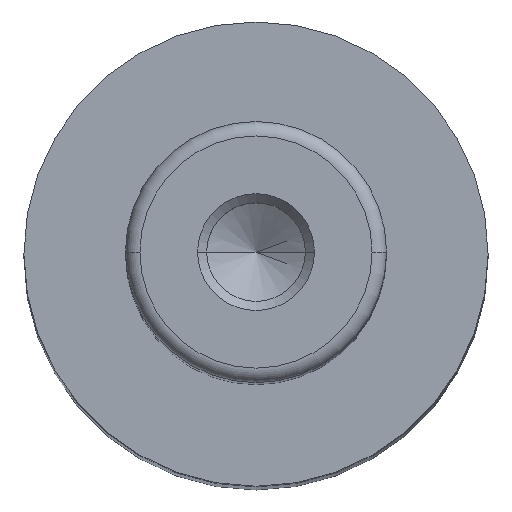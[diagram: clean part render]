
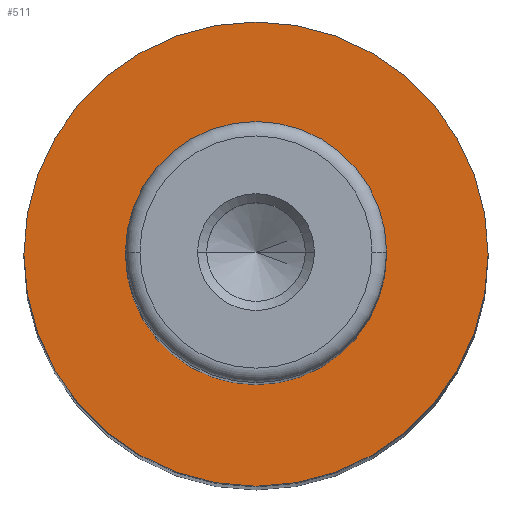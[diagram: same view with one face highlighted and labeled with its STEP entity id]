
A CAD part, top view. The second image highlights one B-rep face of the part: STEP entity #511.
In plain terms, the highlighted planar face has unit normal (0, 0, 1).
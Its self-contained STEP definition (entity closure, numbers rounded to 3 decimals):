
#43 = FACE_OUTER_BOUND ( 'NONE', #1169, .T. ) ;
#53 = AXIS2_PLACEMENT_3D ( 'NONE', #217, #592, #492 ) ;
#116 = AXIS2_PLACEMENT_3D ( 'NONE', #1157, #699, #675 ) ;
#120 = ORIENTED_EDGE ( 'NONE', *, *, #1195, .T. ) ;
#160 = CIRCLE ( 'NONE', #53, 9. ) ;
#179 = AXIS2_PLACEMENT_3D ( 'NONE', #461, #302, #1027 ) ;
#217 = CARTESIAN_POINT ( 'NONE',  ( 0., 0., 148. ) ) ;
#254 = AXIS2_PLACEMENT_3D ( 'NONE', #750, #761, #507 ) ;
#285 = AXIS2_PLACEMENT_3D ( 'NONE', #968, #513, #454 ) ;
#302 = DIRECTION ( 'NONE',  ( 0., 0., -1. ) ) ;
#339 = CARTESIAN_POINT ( 'NONE',  ( -9., 0., 148. ) ) ;
#351 = VERTEX_POINT ( 'NONE', #604 ) ;
#390 = EDGE_LOOP ( 'NONE', ( #471, #120 ) ) ;
#454 = DIRECTION ( 'NONE',  ( 1., 0., 0. ) ) ;
#461 = CARTESIAN_POINT ( 'NONE',  ( 0., 0., 148. ) ) ;
#469 = VERTEX_POINT ( 'NONE', #339 ) ;
#471 = ORIENTED_EDGE ( 'NONE', *, *, #825, .T. ) ;
#492 = DIRECTION ( 'NONE',  ( -1., 0., 0. ) ) ;
#507 = DIRECTION ( 'NONE',  ( -1., 0., 0. ) ) ;
#511 = ADVANCED_FACE ( 'NONE', ( #731, #43 ), #898, .T. ) ;
#513 = DIRECTION ( 'NONE',  ( 0., 0., 1. ) ) ;
#583 = CARTESIAN_POINT ( 'NONE',  ( -16., 0., 148. ) ) ;
#592 = DIRECTION ( 'NONE',  ( 0., 0., -1. ) ) ;
#604 = CARTESIAN_POINT ( 'NONE',  ( 16., 0., 148. ) ) ;
#675 = DIRECTION ( 'NONE',  ( -1., 0., 0. ) ) ;
#699 = DIRECTION ( 'NONE',  ( 0., 0., -1. ) ) ;
#731 = FACE_BOUND ( 'NONE', #390, .T. ) ;
#743 = EDGE_CURVE ( 'NONE', #351, #778, #928, .T. ) ;
#750 = CARTESIAN_POINT ( 'NONE',  ( 0., 0., 148. ) ) ;
#761 = DIRECTION ( 'NONE',  ( 0., 0., -1. ) ) ;
#778 = VERTEX_POINT ( 'NONE', #583 ) ;
#825 = EDGE_CURVE ( 'NONE', #469, #1135, #1033, .T. ) ;
#898 = PLANE ( 'NONE',  #285 ) ;
#928 = CIRCLE ( 'NONE', #254, 16. ) ;
#968 = CARTESIAN_POINT ( 'NONE',  ( -9., 0., 148. ) ) ;
#1002 = ORIENTED_EDGE ( 'NONE', *, *, #1065, .F. ) ;
#1027 = DIRECTION ( 'NONE',  ( -1., 0., 0. ) ) ;
#1033 = CIRCLE ( 'NONE', #179, 9. ) ;
#1065 = EDGE_CURVE ( 'NONE', #778, #351, #1082, .T. ) ;
#1082 = CIRCLE ( 'NONE', #116, 16. ) ;
#1087 = CARTESIAN_POINT ( 'NONE',  ( 9., 0., 148. ) ) ;
#1135 = VERTEX_POINT ( 'NONE', #1087 ) ;
#1157 = CARTESIAN_POINT ( 'NONE',  ( 0., 0., 148. ) ) ;
#1169 = EDGE_LOOP ( 'NONE', ( #1002, #1172 ) ) ;
#1172 = ORIENTED_EDGE ( 'NONE', *, *, #743, .F. ) ;
#1195 = EDGE_CURVE ( 'NONE', #1135, #469, #160, .T. ) ;
